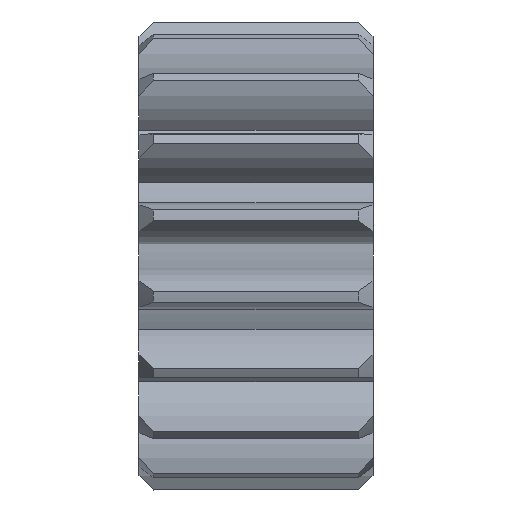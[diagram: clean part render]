
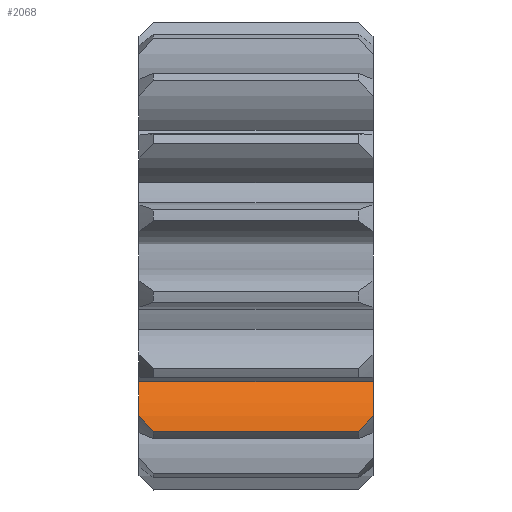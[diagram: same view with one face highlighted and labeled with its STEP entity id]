
A CAD part, front view. The second image highlights one B-rep face of the part: STEP entity #2068.
In plain terms, the highlighted cylindrical face has radius 4.572 mm (diameter 9.144 mm), a partial arc.
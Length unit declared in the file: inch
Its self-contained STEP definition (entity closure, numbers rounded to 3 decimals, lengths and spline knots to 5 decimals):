
#56 = CARTESIAN_POINT ( 'NONE',  ( 0.47, -0.33058, -0.37513 ) ) ;
#145 = FACE_OUTER_BOUND ( 'NONE', #3258, .T. ) ;
#212 = ORIENTED_EDGE ( 'NONE', *, *, #1709, .T. ) ;
#218 = DIRECTION ( 'NONE',  ( -1., 0., 0. ) ) ;
#225 = VERTEX_POINT ( 'NONE', #1804 ) ;
#344 = ORIENTED_EDGE ( 'NONE', *, *, #4149, .T. ) ;
#398 = DIRECTION ( 'NONE',  ( 0., 0., 1. ) ) ;
#679 = DIRECTION ( 'NONE',  ( -1., 0., 0. ) ) ;
#713 = AXIS2_PLACEMENT_3D ( 'NONE', #3748, #679, #1295 ) ;
#953 = VECTOR ( 'NONE', #3291, 39.37008 ) ;
#1085 = DIRECTION ( 'NONE',  ( -1., 0., 0. ) ) ;
#1109 = EDGE_CURVE ( 'NONE', #225, #2232, #3592, .T. ) ;
#1228 = CARTESIAN_POINT ( 'NONE',  ( 0.01027, -0.32686, -0.35192 ) ) ;
#1295 = DIRECTION ( 'NONE',  ( 0., 0., 1. ) ) ;
#1336 = CARTESIAN_POINT ( 'NONE',  ( 0.5, -0.28003, -0.26857 ) ) ;
#1449 = CARTESIAN_POINT ( 'NONE',  ( 0.03, -0.33058, -0.37513 ) ) ;
#1524 = CARTESIAN_POINT ( 'NONE',  ( 0.5, -0.15165, -0.39473 ) ) ;
#1526 = VERTEX_POINT ( 'NONE', #56 ) ;
#1537 = ORIENTED_EDGE ( 'NONE', *, *, #1109, .T. ) ;
#1546 = CARTESIAN_POINT ( 'NONE',  ( 0.02027, -0.32928, -0.36329 ) ) ;
#1601 = DIRECTION ( 'NONE',  ( 0., 0., 1. ) ) ;
#1677 = CARTESIAN_POINT ( 'NONE',  ( 0.47, -0.33058, -0.37513 ) ) ;
#1699 = CARTESIAN_POINT ( 'NONE',  ( 0.5, -0.32344, -0.34101 ) ) ;
#1709 = EDGE_CURVE ( 'NONE', #2232, #1526, #2582, .T. ) ;
#1770 = VERTEX_POINT ( 'NONE', #3990 ) ;
#1804 = CARTESIAN_POINT ( 'NONE',  ( 0., -0.32344, -0.34101 ) ) ;
#1926 = AXIS2_PLACEMENT_3D ( 'NONE', #3760, #2379, #398 ) ;
#1957 = CARTESIAN_POINT ( 'NONE',  ( 0.5, -0.32344, -0.34101 ) ) ;
#2068 = ADVANCED_FACE ( 'NONE', ( #145 ), #3284, .T. ) ;
#2232 = VERTEX_POINT ( 'NONE', #1449 ) ;
#2379 = DIRECTION ( 'NONE',  ( 1., 0., 0. ) ) ;
#2391 = VERTEX_POINT ( 'NONE', #3726 ) ;
#2440 = VECTOR ( 'NONE', #1085, 39.37008 ) ;
#2548 = ORIENTED_EDGE ( 'NONE', *, *, #3665, .T. ) ;
#2562 = CARTESIAN_POINT ( 'NONE',  ( 0.5, -0.33058, -0.37513 ) ) ;
#2578 = CARTESIAN_POINT ( 'NONE',  ( 0.03, -0.33058, -0.37513 ) ) ;
#2582 = LINE ( 'NONE', #2562, #953 ) ;
#2882 = ORIENTED_EDGE ( 'NONE', *, *, #3067, .T. ) ;
#2936 = VERTEX_POINT ( 'NONE', #1957 ) ;
#3038 = CARTESIAN_POINT ( 'NONE',  ( 0.47973, -0.32928, -0.36329 ) ) ;
#3067 = EDGE_CURVE ( 'NONE', #2391, #1770, #3725, .T. ) ;
#3152 = CIRCLE ( 'NONE', #713, 0.18 ) ;
#3258 = EDGE_LOOP ( 'NONE', ( #2548, #1537, #212, #344, #4366, #2882 ) ) ;
#3261 = CARTESIAN_POINT ( 'NONE',  ( 0., -0.32344, -0.34101 ) ) ;
#3284 = CYLINDRICAL_SURFACE ( 'NONE', #3294, 0.18 ) ;
#3291 = DIRECTION ( 'NONE',  ( 1., 0., 0. ) ) ;
#3294 = AXIS2_PLACEMENT_3D ( 'NONE', #1524, #218, #1601 ) ;
#3394 = CARTESIAN_POINT ( 'NONE',  ( 0.48973, -0.32686, -0.35192 ) ) ;
#3592 = B_SPLINE_CURVE_WITH_KNOTS ( 'NONE', 3,
 ( #3261, #1228, #1546, #2578 ),
 .UNSPECIFIED., .F., .F.,
 ( 4, 4 ),
 ( 0., 0.00117 ),
 .UNSPECIFIED. ) ;
#3665 = EDGE_CURVE ( 'NONE', #1770, #225, #4444, .T. ) ;
#3725 = LINE ( 'NONE', #1336, #2440 ) ;
#3726 = CARTESIAN_POINT ( 'NONE',  ( 0.5, -0.28003, -0.26857 ) ) ;
#3748 = CARTESIAN_POINT ( 'NONE',  ( 0.5, -0.15165, -0.39473 ) ) ;
#3760 = CARTESIAN_POINT ( 'NONE',  ( 0., -0.15165, -0.39473 ) ) ;
#3990 = CARTESIAN_POINT ( 'NONE',  ( 0., -0.28003, -0.26857 ) ) ;
#4075 = EDGE_CURVE ( 'NONE', #2936, #2391, #3152, .T. ) ;
#4149 = EDGE_CURVE ( 'NONE', #1526, #2936, #4253, .T. ) ;
#4253 = B_SPLINE_CURVE_WITH_KNOTS ( 'NONE', 3,
 ( #1677, #3038, #3394, #1699 ),
 .UNSPECIFIED., .F., .F.,
 ( 4, 4 ),
 ( 0., 0.00117 ),
 .UNSPECIFIED. ) ;
#4366 = ORIENTED_EDGE ( 'NONE', *, *, #4075, .T. ) ;
#4444 = CIRCLE ( 'NONE', #1926, 0.18 ) ;
